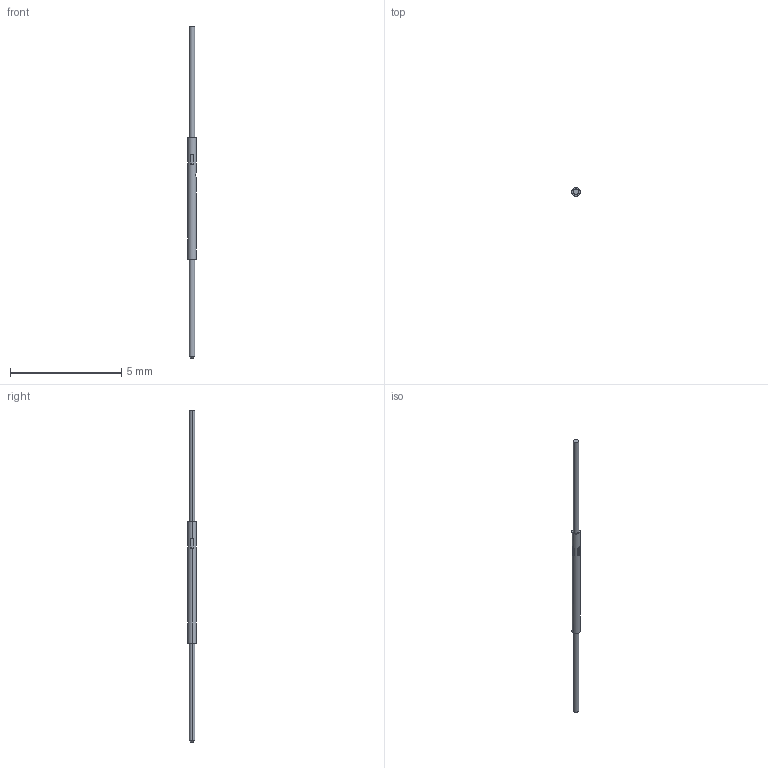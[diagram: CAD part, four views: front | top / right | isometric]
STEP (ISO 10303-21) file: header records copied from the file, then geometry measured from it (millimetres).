
FILE_DESCRIPTION (( 'STEP AP214' ), '1' );
FILE_NAME ('MOD-H239DR.STEP', '2015-10-22T08:35:50', ( 'run' ), ( 'Hewlett-Packard Company' ), 'SwSTEP 2.0', 'SolidWorks 2012', '' );
FILE_SCHEMA (( 'AUTOMOTIVE_DESIGN' ));
Length unit declared in the file: millimetre
Products named in the file (1): MOD-H239DR
Bounding box: 0.38 x 0.38 x 14.95 mm (x, y, z)
Volume: 1.1 mm3; surface area: 14.6 mm2
Topology: 1 solids, 1 shells, 178 faces, 478 edges, 310 vertices
Faces by surface type: plane 89, bspline 55, cylinder 30, cone 4
Entity records: 6605 total; most frequent: CARTESIAN_POINT 2614, ORIENTED_EDGE 956, DIRECTION 594, EDGE_CURVE 478, VERTEX_POINT 310, AXIS2_PLACEMENT_3D 206, B_SPLINE_CURVE_WITH_KNOTS 202, EDGE_LOOP 186
